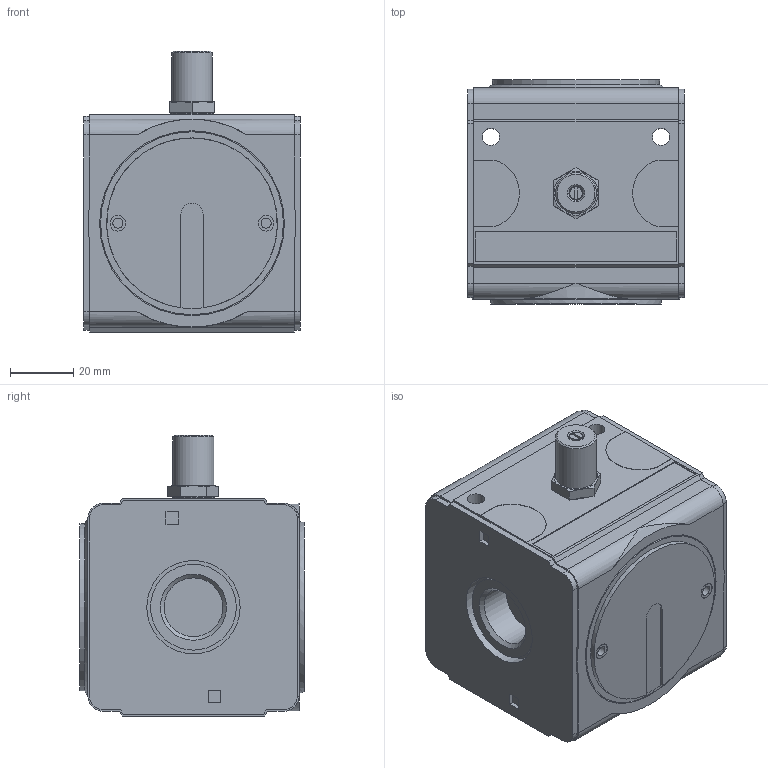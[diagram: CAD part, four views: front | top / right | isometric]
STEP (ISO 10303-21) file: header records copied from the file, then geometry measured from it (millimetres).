
FILE_DESCRIPTION( ( 'STEP AP203' ), ' ' );
FILE_NAME( '9.4033.410.stp', '2017-04-10T13:22:53', ( '' ), ( '' ), ' ', 'PARTsolutions', ' ' );
FILE_SCHEMA( ( 'CONFIG_CONTROL_DESIGN' ) );
Length unit declared in the file: millimetre
Products named in the file (2): 9.4033.410; _A 33 F-00000-G
Assembly tree (1 placements, depth 2):
  9.4033.410
    _A 33 F-00000-G
Bounding box: 68.8 x 71.1 x 89.2 mm (x, y, z)
Volume: 310669.8 mm3; surface area: 34867.3 mm2
Topology: 1 solids, 1 shells, 192 faces, 457 edges, 299 vertices
Faces by surface type: plane 127, cylinder 49, cone 15, torus 1
Full cylindrical faces by diameter (mm): 3.2 x2, 4 x1, 4.2 x2, 4.459 x1, 5 x2, 5.5 x2, 11.445 x1, 13 x1, 13.5 x1, 18.631 x2, 21 x1, 23 x1, 27.2 x1, 27.3 x1, 29.6 x2, 53 x1, 54.1 x1, 55.8 x1, 58 x1, 58.6 x1
Entity records: 5471 total; most frequent: CARTESIAN_POINT 1022, DIRECTION 900, ORIENTED_EDGE 834, EDGE_CURVE 417, AXIS2_PLACEMENT_3D 305, VERTEX_POINT 295, LINE 290, VECTOR 290
